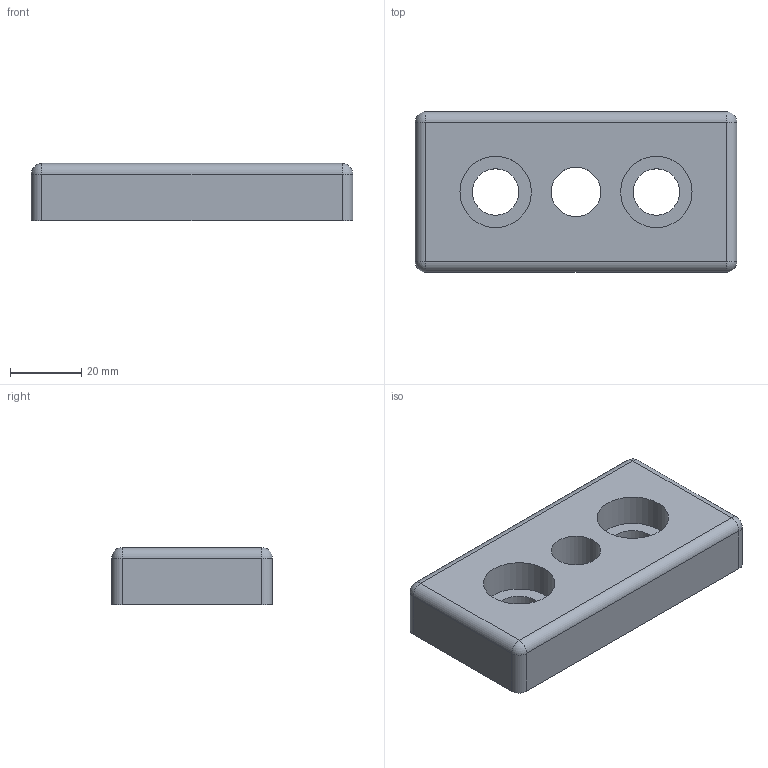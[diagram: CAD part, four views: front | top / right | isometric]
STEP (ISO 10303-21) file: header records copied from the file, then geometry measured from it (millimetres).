
FILE_DESCRIPTION((''),'2;1');
FILE_NAME('524592.stp','2011-02-04T06:17:14',('jaroslavr'),(''),'Autodesk Inventor 2010','Autodesk Inventor 2010','');
FILE_SCHEMA(('AUTOMOTIVE_DESIGN { 1 0 10303 214 1 1 1 1 }'));
Length unit declared in the file: millimetre
Products named in the file (1): 524592 524592
Bounding box: 90 x 45 x 16 mm (x, y, z)
Volume: 54256.2 mm3; surface area: 13543.2 mm2
Topology: 1 solids, 1 shells, 25 faces, 57 edges, 32 vertices
Faces by surface type: cylinder 8, bspline 7, plane 6, sphere 4
Entity records: 733 total; most frequent: CARTESIAN_POINT 193, DIRECTION 110, ORIENTED_EDGE 92, EDGE_CURVE 46, AXIS2_PLACEMENT_3D 45, EDGE_LOOP 38, VERTEX_POINT 30, CIRCLE 26
